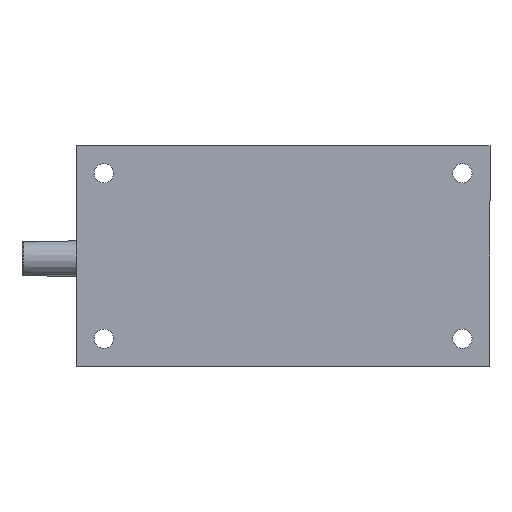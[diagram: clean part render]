
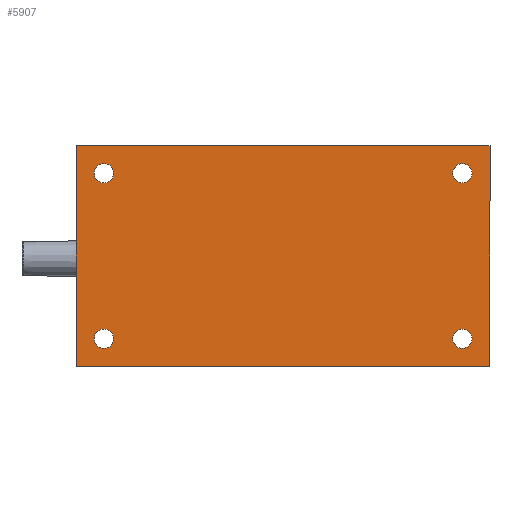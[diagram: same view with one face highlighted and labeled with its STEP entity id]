
A CAD part, front view. The second image highlights one B-rep face of the part: STEP entity #5907.
In plain terms, the highlighted planar face has unit normal (0, -1, 0).
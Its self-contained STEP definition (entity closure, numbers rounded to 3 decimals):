
#33 = CARTESIAN_POINT ( 'NONE',  ( 130., 0., 60. ) ) ;
#60 = VERTEX_POINT ( 'NONE', #6239 ) ;
#69 = CARTESIAN_POINT ( 'NONE',  ( 130., 0., 60. ) ) ;
#83 = CIRCLE ( 'NONE', #1422, 7. ) ;
#84 = EDGE_CURVE ( 'NONE', #4364, #6408, #3161, .T. ) ;
#122 = ORIENTED_EDGE ( 'NONE', *, *, #84, .T. ) ;
#236 = DIRECTION ( 'NONE',  ( 0., 0., -1. ) ) ;
#239 = CIRCLE ( 'NONE', #4176, 7. ) ;
#243 = AXIS2_PLACEMENT_3D ( 'NONE', #1484, #4740, #1048 ) ;
#258 = EDGE_CURVE ( 'NONE', #1621, #6237, #1101, .T. ) ;
#511 = LINE ( 'NONE', #3715, #2085 ) ;
#612 = VERTEX_POINT ( 'NONE', #5632 ) ;
#730 = EDGE_CURVE ( 'NONE', #612, #60, #4139, .T. ) ;
#733 = DIRECTION ( 'NONE',  ( 0., 0., 1. ) ) ;
#835 = CARTESIAN_POINT ( 'NONE',  ( 0., 0., 0. ) ) ;
#895 = VECTOR ( 'NONE', #5769, 1000. ) ;
#902 = FACE_OUTER_BOUND ( 'NONE', #4390, .T. ) ;
#1009 = ORIENTED_EDGE ( 'NONE', *, *, #258, .F. ) ;
#1034 = VERTEX_POINT ( 'NONE', #2858 ) ;
#1048 = DIRECTION ( 'NONE',  ( 0., 0., 1. ) ) ;
#1101 = LINE ( 'NONE', #2628, #4871 ) ;
#1134 = CIRCLE ( 'NONE', #5883, 7. ) ;
#1328 = CARTESIAN_POINT ( 'NONE',  ( -130., 0., -67. ) ) ;
#1422 = AXIS2_PLACEMENT_3D ( 'NONE', #3942, #5014, #733 ) ;
#1442 = ORIENTED_EDGE ( 'NONE', *, *, #1959, .T. ) ;
#1484 = CARTESIAN_POINT ( 'NONE',  ( 130., 0., -60. ) ) ;
#1559 = ORIENTED_EDGE ( 'NONE', *, *, #2396, .T. ) ;
#1560 = CARTESIAN_POINT ( 'NONE',  ( 150., 0., 80. ) ) ;
#1595 = CARTESIAN_POINT ( 'NONE',  ( 130., 0., -60. ) ) ;
#1602 = ORIENTED_EDGE ( 'NONE', *, *, #1638, .T. ) ;
#1621 = VERTEX_POINT ( 'NONE', #5525 ) ;
#1638 = EDGE_CURVE ( 'NONE', #6408, #4364, #239, .T. ) ;
#1675 = DIRECTION ( 'NONE',  ( 0., 0., 1. ) ) ;
#1698 = DIRECTION ( 'NONE',  ( 0., 0., -1. ) ) ;
#1738 = VERTEX_POINT ( 'NONE', #5595 ) ;
#1864 = CARTESIAN_POINT ( 'NONE',  ( -150., 0., -80. ) ) ;
#1959 = EDGE_CURVE ( 'NONE', #6706, #1738, #3045, .T. ) ;
#2055 = ORIENTED_EDGE ( 'NONE', *, *, #730, .F. ) ;
#2085 = VECTOR ( 'NONE', #2116, 1000. ) ;
#2087 = VECTOR ( 'NONE', #5665, 1000. ) ;
#2115 = DIRECTION ( 'NONE',  ( 1., 0., 0. ) ) ;
#2116 = DIRECTION ( 'NONE',  ( 0., 0., -1. ) ) ;
#2232 = DIRECTION ( 'NONE',  ( 0., 0., -1. ) ) ;
#2372 = DIRECTION ( 'NONE',  ( 0., 1., 0. ) ) ;
#2396 = EDGE_CURVE ( 'NONE', #4357, #2398, #1134, .T. ) ;
#2398 = VERTEX_POINT ( 'NONE', #4264 ) ;
#2484 = CARTESIAN_POINT ( 'NONE',  ( -130., 0., -60. ) ) ;
#2557 = AXIS2_PLACEMENT_3D ( 'NONE', #4365, #4401, #1675 ) ;
#2628 = CARTESIAN_POINT ( 'NONE',  ( -150., 0., 80. ) ) ;
#2733 = DIRECTION ( 'NONE',  ( 0., 1., 0. ) ) ;
#2780 = DIRECTION ( 'NONE',  ( 0., 1., 0. ) ) ;
#2858 = CARTESIAN_POINT ( 'NONE',  ( -130., 0., 53. ) ) ;
#2962 = LINE ( 'NONE', #1864, #2087 ) ;
#3045 = CIRCLE ( 'NONE', #243, 7. ) ;
#3047 = DIRECTION ( 'NONE',  ( 0., 1., 0. ) ) ;
#3108 = AXIS2_PLACEMENT_3D ( 'NONE', #33, #4933, #2232 ) ;
#3161 = CIRCLE ( 'NONE', #3503, 7. ) ;
#3496 = EDGE_LOOP ( 'NONE', ( #3921, #1559 ) ) ;
#3503 = AXIS2_PLACEMENT_3D ( 'NONE', #2484, #2372, #236 ) ;
#3578 = FACE_BOUND ( 'NONE', #5714, .T. ) ;
#3606 = ORIENTED_EDGE ( 'NONE', *, *, #6166, .T. ) ;
#3691 = CARTESIAN_POINT ( 'NONE',  ( -130., 0., -53. ) ) ;
#3715 = CARTESIAN_POINT ( 'NONE',  ( 150., 0., -80. ) ) ;
#3921 = ORIENTED_EDGE ( 'NONE', *, *, #6951, .T. ) ;
#3941 = EDGE_CURVE ( 'NONE', #6237, #612, #511, .T. ) ;
#3942 = CARTESIAN_POINT ( 'NONE',  ( -130., 0., 60. ) ) ;
#3957 = ORIENTED_EDGE ( 'NONE', *, *, #5412, .F. ) ;
#4045 = FACE_BOUND ( 'NONE', #3496, .T. ) ;
#4139 = LINE ( 'NONE', #5349, #895 ) ;
#4176 = AXIS2_PLACEMENT_3D ( 'NONE', #5423, #2733, #1698 ) ;
#4264 = CARTESIAN_POINT ( 'NONE',  ( 130., 0., 67. ) ) ;
#4350 = DIRECTION ( 'NONE',  ( 0., 0., 1. ) ) ;
#4357 = VERTEX_POINT ( 'NONE', #6181 ) ;
#4364 = VERTEX_POINT ( 'NONE', #1328 ) ;
#4365 = CARTESIAN_POINT ( 'NONE',  ( -130., 0., 60. ) ) ;
#4390 = EDGE_LOOP ( 'NONE', ( #3957, #2055, #6681, #1009 ) ) ;
#4401 = DIRECTION ( 'NONE',  ( 0., 1., 0. ) ) ;
#4470 = CARTESIAN_POINT ( 'NONE',  ( -130., 0., 67. ) ) ;
#4480 = AXIS2_PLACEMENT_3D ( 'NONE', #835, #3047, #6814 ) ;
#4537 = ORIENTED_EDGE ( 'NONE', *, *, #6891, .T. ) ;
#4540 = ORIENTED_EDGE ( 'NONE', *, *, #6696, .T. ) ;
#4654 = FACE_BOUND ( 'NONE', #6489, .T. ) ;
#4740 = DIRECTION ( 'NONE',  ( 0., 1., 0. ) ) ;
#4871 = VECTOR ( 'NONE', #2115, 1000. ) ;
#4933 = DIRECTION ( 'NONE',  ( 0., 1., 0. ) ) ;
#4942 = DIRECTION ( 'NONE',  ( 0., 0., -1. ) ) ;
#5014 = DIRECTION ( 'NONE',  ( 0., 1., 0. ) ) ;
#5187 = FACE_BOUND ( 'NONE', #5489, .T. ) ;
#5273 = CIRCLE ( 'NONE', #3108, 7. ) ;
#5349 = CARTESIAN_POINT ( 'NONE',  ( -150., 0., -80. ) ) ;
#5412 = EDGE_CURVE ( 'NONE', #60, #1621, #2962, .T. ) ;
#5423 = CARTESIAN_POINT ( 'NONE',  ( -130., 0., -60. ) ) ;
#5489 = EDGE_LOOP ( 'NONE', ( #4540, #4537 ) ) ;
#5525 = CARTESIAN_POINT ( 'NONE',  ( -150., 0., 80. ) ) ;
#5546 = CARTESIAN_POINT ( 'NONE',  ( 130., 0., -67. ) ) ;
#5595 = CARTESIAN_POINT ( 'NONE',  ( 130., 0., -53. ) ) ;
#5609 = AXIS2_PLACEMENT_3D ( 'NONE', #1595, #6409, #4350 ) ;
#5632 = CARTESIAN_POINT ( 'NONE',  ( 150., 0., -80. ) ) ;
#5665 = DIRECTION ( 'NONE',  ( 0., 0., 1. ) ) ;
#5714 = EDGE_LOOP ( 'NONE', ( #3606, #1442 ) ) ;
#5747 = PLANE ( 'NONE',  #4480 ) ;
#5769 = DIRECTION ( 'NONE',  ( -1., 0., 0. ) ) ;
#5869 = VERTEX_POINT ( 'NONE', #4470 ) ;
#5883 = AXIS2_PLACEMENT_3D ( 'NONE', #69, #2780, #4942 ) ;
#5907 = ADVANCED_FACE ( 'NONE', ( #4045, #5187, #4654, #3578, #902 ), #5747, .F. ) ;
#5936 = CIRCLE ( 'NONE', #5609, 7. ) ;
#6166 = EDGE_CURVE ( 'NONE', #1738, #6706, #5936, .T. ) ;
#6181 = CARTESIAN_POINT ( 'NONE',  ( 130., 0., 53. ) ) ;
#6237 = VERTEX_POINT ( 'NONE', #1560 ) ;
#6239 = CARTESIAN_POINT ( 'NONE',  ( -150., 0., -80. ) ) ;
#6408 = VERTEX_POINT ( 'NONE', #3691 ) ;
#6409 = DIRECTION ( 'NONE',  ( 0., 1., 0. ) ) ;
#6489 = EDGE_LOOP ( 'NONE', ( #1602, #122 ) ) ;
#6681 = ORIENTED_EDGE ( 'NONE', *, *, #3941, .F. ) ;
#6696 = EDGE_CURVE ( 'NONE', #5869, #1034, #83, .T. ) ;
#6706 = VERTEX_POINT ( 'NONE', #5546 ) ;
#6814 = DIRECTION ( 'NONE',  ( 0., 0., 1. ) ) ;
#6854 = CIRCLE ( 'NONE', #2557, 7. ) ;
#6891 = EDGE_CURVE ( 'NONE', #1034, #5869, #6854, .T. ) ;
#6951 = EDGE_CURVE ( 'NONE', #2398, #4357, #5273, .T. ) ;
